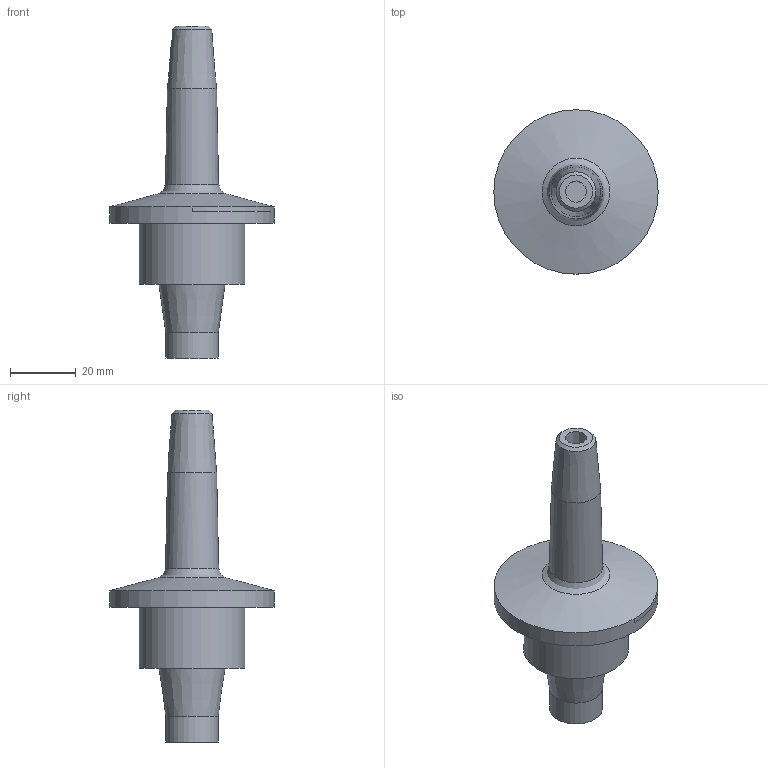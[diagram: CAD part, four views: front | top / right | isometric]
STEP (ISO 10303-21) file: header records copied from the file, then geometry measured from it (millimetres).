
FILE_DESCRIPTION(/* description */ (''),/* implementation_level */ '2;1');
FILE_NAME(/* name */ 'W9990793_stp.stp',/* time_stamp */ '2017-05-12T08:52:52+02:00',/* author */ (''),/* organization */ (''),/* preprocessor_version */ 'ST-DEVELOPER v15',/* originating_system */ 'SIEMENS PLM Software NX 9.0',/* authorisation */ '');
FILE_SCHEMA (('AUTOMOTIVE_DESIGN { 1 0 10303 214 3 1 1 1 }'));
Length unit declared in the file: millimetre
Products named in the file (1): reic0AD8C65Btqbz
Bounding box: 50 x 50 x 101 mm (x, y, z)
Volume: 41752.6 mm3; surface area: 10706.2 mm2
Topology: 1 solids, 1 shells, 16 faces, 29 edges, 18 vertices
Faces by surface type: cylinder 5, plane 5, torus 3, cone 3
Full cylindrical faces by diameter (mm): 6.5 x1, 16 x1, 32 x1, 50 x1
Entity records: 370 total; most frequent: DIRECTION 68, CARTESIAN_POINT 52, ORIENTED_EDGE 36, AXIS2_PLACEMENT_3D 33, EDGE_LOOP 29, FACE_BOUND 26, EDGE_CURVE 18, VERTEX_POINT 17
